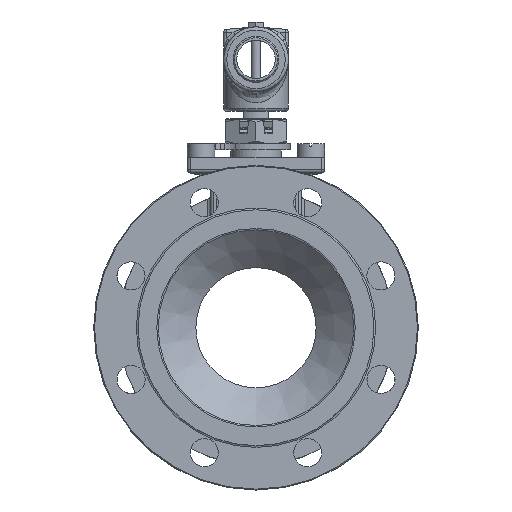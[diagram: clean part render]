
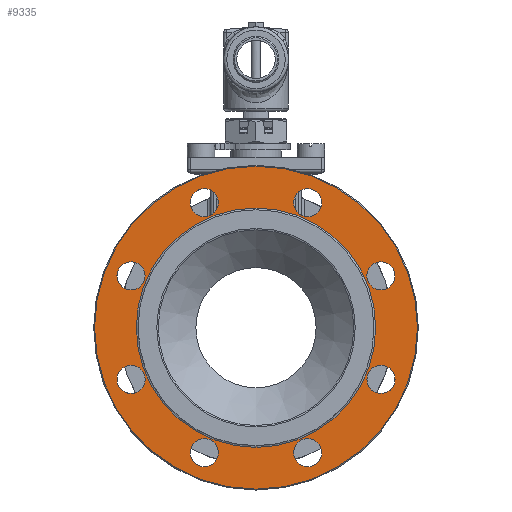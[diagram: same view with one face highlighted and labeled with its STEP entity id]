
A CAD part, left-side view. The second image highlights one B-rep face of the part: STEP entity #9335.
In plain terms, the highlighted planar face has unit normal (-1, 0, 0).
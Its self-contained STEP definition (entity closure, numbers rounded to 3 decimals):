
#1527=PLANE('',#10021);
#1857=FACE_BOUND('',#2713,.T.);
#1858=FACE_BOUND('',#2714,.T.);
#1859=FACE_BOUND('',#2715,.T.);
#1860=FACE_BOUND('',#2716,.T.);
#1861=FACE_BOUND('',#2717,.T.);
#1862=FACE_BOUND('',#2718,.T.);
#1863=FACE_BOUND('',#2719,.T.);
#1864=FACE_BOUND('',#2720,.T.);
#1865=FACE_BOUND('',#2721,.T.);
#2084=FACE_OUTER_BOUND('',#2712,.T.);
#2712=EDGE_LOOP('',(#6197));
#2713=EDGE_LOOP('',(#6198));
#2714=EDGE_LOOP('',(#6199));
#2715=EDGE_LOOP('',(#6200));
#2716=EDGE_LOOP('',(#6201));
#2717=EDGE_LOOP('',(#6202));
#2718=EDGE_LOOP('',(#6203));
#2719=EDGE_LOOP('',(#6204));
#2720=EDGE_LOOP('',(#6205));
#2721=EDGE_LOOP('',(#6206));
#3452=CIRCLE('',#9898,13.);
#3454=CIRCLE('',#9901,13.);
#3456=CIRCLE('',#9904,13.);
#3458=CIRCLE('',#9907,13.);
#3460=CIRCLE('',#9910,13.);
#3462=CIRCLE('',#9913,13.);
#3464=CIRCLE('',#9916,13.);
#3466=CIRCLE('',#9919,13.);
#3543=CIRCLE('',#10022,149.2);
#3544=CIRCLE('',#10023,110.6);
#3927=VERTEX_POINT('',#13563);
#3929=VERTEX_POINT('',#13568);
#3931=VERTEX_POINT('',#13573);
#3933=VERTEX_POINT('',#13578);
#3935=VERTEX_POINT('',#13583);
#3937=VERTEX_POINT('',#13588);
#3939=VERTEX_POINT('',#13593);
#3941=VERTEX_POINT('',#13598);
#4050=VERTEX_POINT('',#13908);
#4051=VERTEX_POINT('',#13910);
#4772=EDGE_CURVE('',#3927,#3927,#3452,.T.);
#4774=EDGE_CURVE('',#3929,#3929,#3454,.T.);
#4776=EDGE_CURVE('',#3931,#3931,#3456,.T.);
#4778=EDGE_CURVE('',#3933,#3933,#3458,.T.);
#4780=EDGE_CURVE('',#3935,#3935,#3460,.T.);
#4782=EDGE_CURVE('',#3937,#3937,#3462,.T.);
#4784=EDGE_CURVE('',#3939,#3939,#3464,.T.);
#4786=EDGE_CURVE('',#3941,#3941,#3466,.T.);
#4906=EDGE_CURVE('',#4050,#4050,#3543,.T.);
#4907=EDGE_CURVE('',#4051,#4051,#3544,.T.);
#6197=ORIENTED_EDGE('',*,*,#4906,.F.);
#6198=ORIENTED_EDGE('',*,*,#4772,.T.);
#6199=ORIENTED_EDGE('',*,*,#4774,.T.);
#6200=ORIENTED_EDGE('',*,*,#4776,.T.);
#6201=ORIENTED_EDGE('',*,*,#4778,.T.);
#6202=ORIENTED_EDGE('',*,*,#4780,.T.);
#6203=ORIENTED_EDGE('',*,*,#4782,.T.);
#6204=ORIENTED_EDGE('',*,*,#4784,.T.);
#6205=ORIENTED_EDGE('',*,*,#4786,.T.);
#6206=ORIENTED_EDGE('',*,*,#4907,.F.);
#9335=ADVANCED_FACE('',(#2084,#1857,#1858,#1859,#1860,#1861,#1862,#1863,
#1864,#1865),#1527,.F.);
#9898=AXIS2_PLACEMENT_3D('',#13564,#10931,#10932);
#9901=AXIS2_PLACEMENT_3D('',#13569,#10937,#10938);
#9904=AXIS2_PLACEMENT_3D('',#13574,#10943,#10944);
#9907=AXIS2_PLACEMENT_3D('',#13579,#10949,#10950);
#9910=AXIS2_PLACEMENT_3D('',#13584,#10955,#10956);
#9913=AXIS2_PLACEMENT_3D('',#13589,#10961,#10962);
#9916=AXIS2_PLACEMENT_3D('',#13594,#10967,#10968);
#9919=AXIS2_PLACEMENT_3D('',#13599,#10973,#10974);
#10021=AXIS2_PLACEMENT_3D('',#13907,#11207,#11208);
#10022=AXIS2_PLACEMENT_3D('',#13909,#11209,#11210);
#10023=AXIS2_PLACEMENT_3D('',#13911,#11211,#11212);
#10931=DIRECTION('center_axis',(1.,0.,0.));
#10932=DIRECTION('ref_axis',(0.,0.707,0.707));
#10937=DIRECTION('center_axis',(1.,0.,0.));
#10938=DIRECTION('ref_axis',(0.,1.,0.));
#10943=DIRECTION('center_axis',(1.,0.,0.));
#10944=DIRECTION('ref_axis',(0.,0.707,-0.707));
#10949=DIRECTION('center_axis',(1.,0.,0.));
#10950=DIRECTION('ref_axis',(0.,0.,-1.));
#10955=DIRECTION('center_axis',(1.,0.,0.));
#10956=DIRECTION('ref_axis',(0.,-0.707,-0.707));
#10961=DIRECTION('center_axis',(1.,0.,0.));
#10962=DIRECTION('ref_axis',(0.,-1.,0.));
#10967=DIRECTION('center_axis',(1.,0.,0.));
#10968=DIRECTION('ref_axis',(0.,-0.707,0.707));
#10973=DIRECTION('center_axis',(1.,0.,0.));
#10974=DIRECTION('ref_axis',(0.,0.,1.));
#11207=DIRECTION('center_axis',(1.,0.,0.));
#11208=DIRECTION('ref_axis',(0.,0.,-1.));
#11209=DIRECTION('center_axis',(1.,0.,0.));
#11210=DIRECTION('ref_axis',(0.,0.,-1.));
#11211=DIRECTION('center_axis',(-1.,0.,0.));
#11212=DIRECTION('ref_axis',(0.,0.,-1.));
#13563=CARTESIAN_POINT('',(-118.975,57.028,124.677));
#13564=CARTESIAN_POINT('Origin',(-118.975,47.835,115.485));
#13568=CARTESIAN_POINT('',(-118.975,128.485,47.835));
#13569=CARTESIAN_POINT('Origin',(-118.975,115.485,47.835));
#13573=CARTESIAN_POINT('',(-118.975,124.677,-57.028));
#13574=CARTESIAN_POINT('Origin',(-118.975,115.485,-47.835));
#13578=CARTESIAN_POINT('',(-118.975,47.835,-128.485));
#13579=CARTESIAN_POINT('Origin',(-118.975,47.835,-115.485));
#13583=CARTESIAN_POINT('',(-118.975,-57.028,-124.677));
#13584=CARTESIAN_POINT('Origin',(-118.975,-47.835,-115.485));
#13588=CARTESIAN_POINT('',(-118.975,-128.485,-47.835));
#13589=CARTESIAN_POINT('Origin',(-118.975,-115.485,-47.835));
#13593=CARTESIAN_POINT('',(-118.975,-124.677,57.028));
#13594=CARTESIAN_POINT('Origin',(-118.975,-115.485,47.835));
#13598=CARTESIAN_POINT('',(-118.975,-47.835,128.485));
#13599=CARTESIAN_POINT('Origin',(-118.975,-47.835,115.485));
#13907=CARTESIAN_POINT('Origin',(-118.975,0.,129.5));
#13908=CARTESIAN_POINT('',(-118.975,0.,149.2));
#13909=CARTESIAN_POINT('Origin',(-118.975,0.,0.));
#13910=CARTESIAN_POINT('',(-118.975,0.,110.6));
#13911=CARTESIAN_POINT('Origin',(-118.975,0.,0.));
